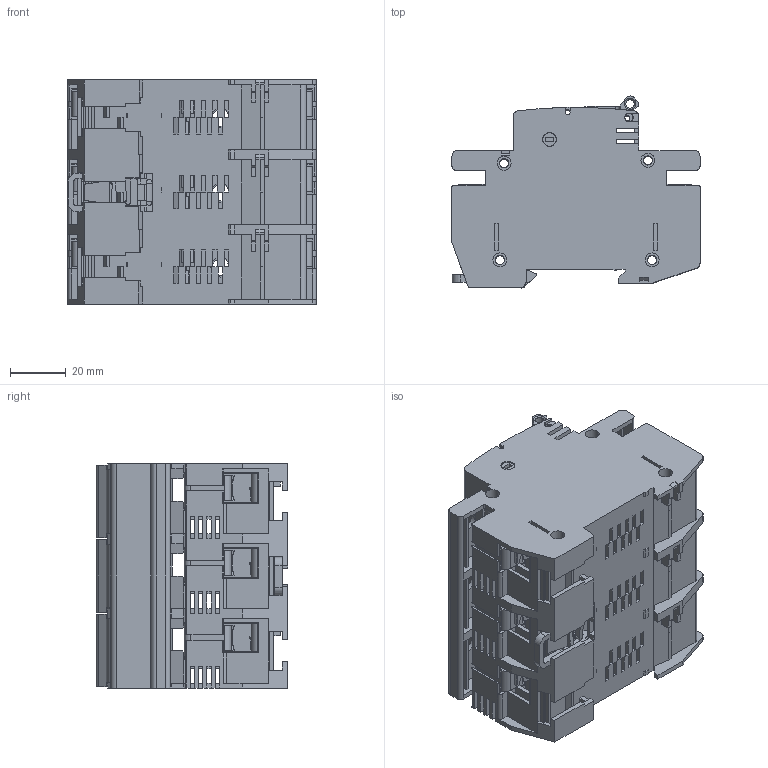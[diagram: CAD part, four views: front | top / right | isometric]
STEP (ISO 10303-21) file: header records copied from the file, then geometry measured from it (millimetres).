
FILE_DESCRIPTION((''),'2;1');
FILE_NAME('STVD02-3P_SW0002','2011-11-07T',('reti-janez'),('Audax d.o.o.'),'PRO/ENGINEER BY PARAMETRIC TECHNOLOGY CORPORATION, 2010280','PRO/ENGINEER BY PARAMETRIC TECHNOLOGY CORPORATION, 2010280','');
FILE_SCHEMA(('CONFIG_CONTROL_DESIGN'));
Products named in the file (1): STVD02-3P_SW0002
Bounding box: 89 x 68.8 x 80.4 mm (x, y, z)
Volume: 105674.4 mm3; surface area: 119909.6 mm2
Topology: 7 solids, 11 shells, 2850 faces, 8258 edges, 5348 vertices
Faces by surface type: plane 2046, cylinder 514, extrusion 213, cone 63, torus 12, sphere 2
Entity records: 96307 total; most frequent: CARTESIAN_POINT 20756, ORIENTED_EDGE 16500, DIRECTION 14383, EDGE_CURVE 8250, VECTOR 6683, LINE 6470, VERTEX_POINT 5348, AXIS2_PLACEMENT_3D 3850
